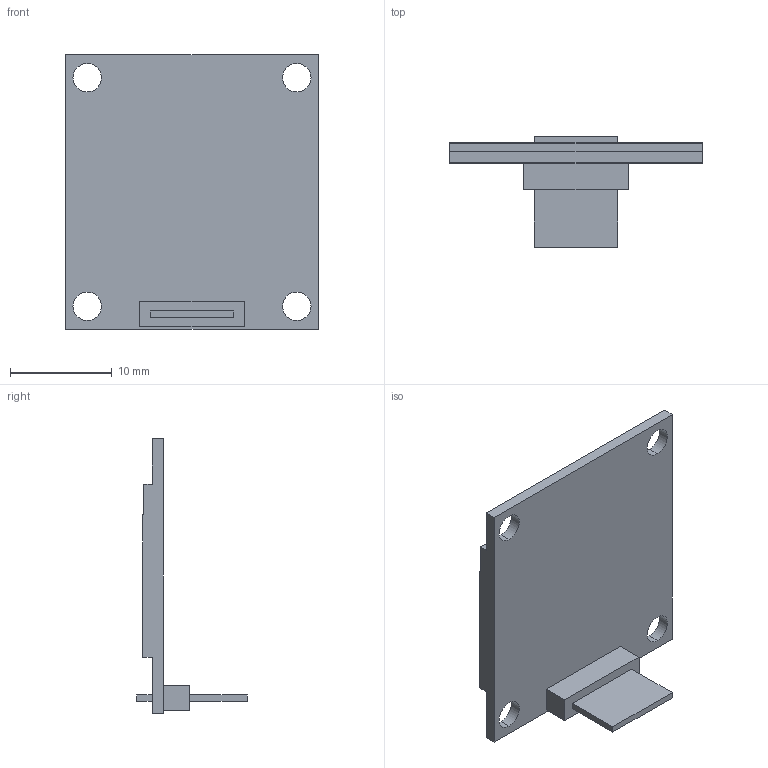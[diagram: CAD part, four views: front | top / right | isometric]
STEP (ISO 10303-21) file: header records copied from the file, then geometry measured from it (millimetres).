
FILE_DESCRIPTION (( 'STEP AP214' ), '1' );
FILE_NAME ('096_oled_display.STEP', '2019-05-14T20:10:29', ( 'Ian' ), ( '' ), 'SwSTEP 2.0', 'SolidWorks 2018', '' );
FILE_SCHEMA (( 'AUTOMOTIVE_DESIGN' ));
Length unit declared in the file: millimetre
Products named in the file (1): 096_oled_display
Bounding box: 24.75 x 10.84 x 27 mm (x, y, z)
Volume: 1183.8 mm3; surface area: 1707.7 mm2
Topology: 1 solids, 1 shells, 35 faces, 90 edges, 60 vertices
Faces by surface type: plane 27, cylinder 8
Entity records: 1462 total; most frequent: CARTESIAN_POINT 186, ORIENTED_EDGE 180, DIRECTION 178, EDGE_CURVE 90, LINE 74, VECTOR 74, VERTEX_POINT 60, AXIS2_PLACEMENT_3D 52
